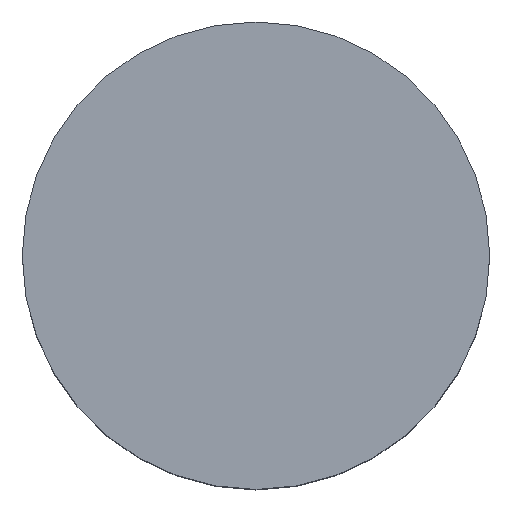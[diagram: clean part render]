
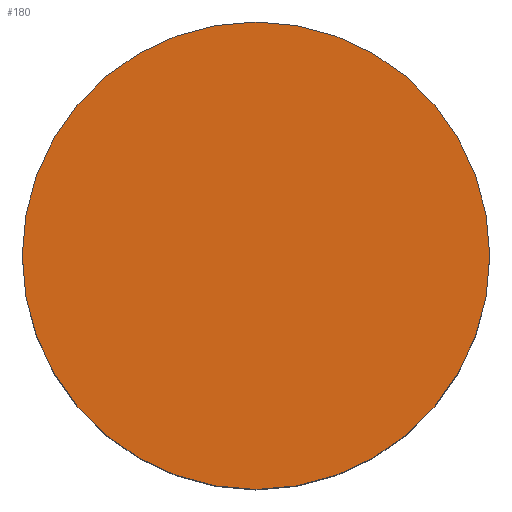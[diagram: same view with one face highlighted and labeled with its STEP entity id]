
A CAD part, top view. The second image highlights one B-rep face of the part: STEP entity #180.
In plain terms, the highlighted planar face has unit normal (0, 0, 1).
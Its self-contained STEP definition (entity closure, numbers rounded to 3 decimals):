
#65=FACE_OUTER_BOUND('',#78,.T.);
#78=EDGE_LOOP('',(#159));
#82=CIRCLE('',#209,80.);
#96=VERTEX_POINT('',#1245);
#116=EDGE_CURVE('',#96,#96,#82,.T.);
#159=ORIENTED_EDGE('',*,*,#116,.T.);
#167=PLANE('',#210);
#180=ADVANCED_FACE('',(#65),#167,.T.);
#209=AXIS2_PLACEMENT_3D('',#1246,#247,#248);
#210=AXIS2_PLACEMENT_3D('',#1248,#250,#251);
#247=DIRECTION('center_axis',(0.,0.,1.));
#248=DIRECTION('ref_axis',(1.,0.,0.));
#250=DIRECTION('center_axis',(0.,0.,1.));
#251=DIRECTION('ref_axis',(1.,0.,0.));
#1245=CARTESIAN_POINT('',(-80.,0.,104.));
#1246=CARTESIAN_POINT('Origin',(0.,0.,104.));
#1248=CARTESIAN_POINT('Origin',(0.,0.,104.));
